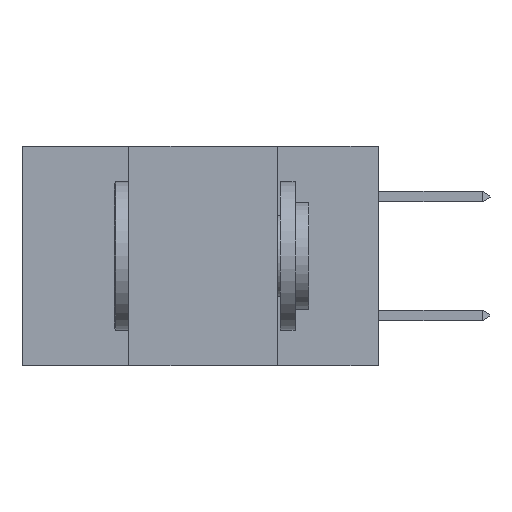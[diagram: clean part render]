
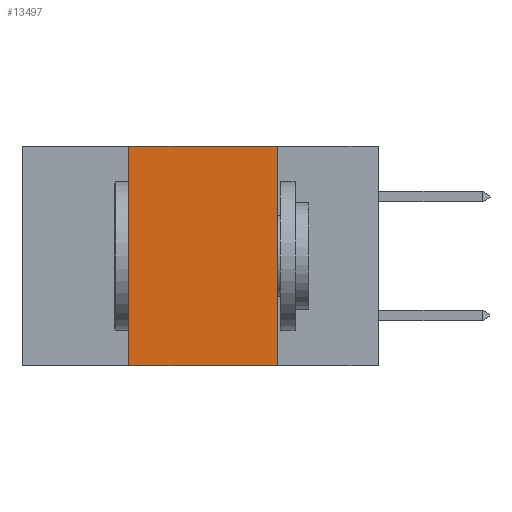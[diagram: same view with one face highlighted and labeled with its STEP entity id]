
A CAD part, left-side view. The second image highlights one B-rep face of the part: STEP entity #13497.
In plain terms, the highlighted planar face has unit normal (-1, 0, 0).
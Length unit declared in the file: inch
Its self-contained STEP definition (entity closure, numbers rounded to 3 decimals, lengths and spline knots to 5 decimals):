
#290 = DIRECTION ( 'NONE',  ( 1., 0., 0. ) ) ;
#380 = VERTEX_POINT ( 'NONE', #11184 ) ;
#514 = ORIENTED_EDGE ( 'NONE', *, *, #20472, .F. ) ;
#702 = VECTOR ( 'NONE', #10105, 39.37008 ) ;
#1043 = DIRECTION ( 'NONE',  ( 0., -1., 0. ) ) ;
#2525 = VERTEX_POINT ( 'NONE', #15144 ) ;
#2540 = LINE ( 'NONE', #12605, #10781 ) ;
#3672 = PLANE ( 'NONE',  #4724 ) ;
#4724 = AXIS2_PLACEMENT_3D ( 'NONE', #7032, #290, #11903 ) ;
#5327 = DIRECTION ( 'NONE',  ( 0., 0., -1. ) ) ;
#5645 = VERTEX_POINT ( 'NONE', #14928 ) ;
#5657 = VECTOR ( 'NONE', #5327, 39.37008 ) ;
#5844 = ORIENTED_EDGE ( 'NONE', *, *, #19382, .F. ) ;
#6630 = ORIENTED_EDGE ( 'NONE', *, *, #19667, .F. ) ;
#6898 = ORIENTED_EDGE ( 'NONE', *, *, #18297, .T. ) ;
#6958 = CARTESIAN_POINT ( 'NONE',  ( 0., 0.6, -0.37 ) ) ;
#7032 = CARTESIAN_POINT ( 'NONE',  ( 0., 0.6, 0. ) ) ;
#8893 = VERTEX_POINT ( 'NONE', #11424 ) ;
#9266 = FACE_OUTER_BOUND ( 'NONE', #12312, .T. ) ;
#10105 = DIRECTION ( 'NONE',  ( 0., -1., 0. ) ) ;
#10781 = VECTOR ( 'NONE', #1043, 39.37008 ) ;
#11184 = CARTESIAN_POINT ( 'NONE',  ( 0., 0.17, 0. ) ) ;
#11424 = CARTESIAN_POINT ( 'NONE',  ( 0., 0.17, -0.37 ) ) ;
#11847 = CARTESIAN_POINT ( 'NONE',  ( 0., 0.42, 0. ) ) ;
#11903 = DIRECTION ( 'NONE',  ( 0., 0., -1. ) ) ;
#12312 = EDGE_LOOP ( 'NONE', ( #514, #6630, #5844, #6898 ) ) ;
#12573 = VECTOR ( 'NONE', #13426, 39.37008 ) ;
#12605 = CARTESIAN_POINT ( 'NONE',  ( 0., 0.6, 0. ) ) ;
#13404 = CARTESIAN_POINT ( 'NONE',  ( 0., 0.17, 0. ) ) ;
#13426 = DIRECTION ( 'NONE',  ( 0., 0., 1. ) ) ;
#13497 = ADVANCED_FACE ( 'NONE', ( #9266 ), #3672, .F. ) ;
#14928 = CARTESIAN_POINT ( 'NONE',  ( 0., 0.42, 0. ) ) ;
#15144 = CARTESIAN_POINT ( 'NONE',  ( 0., 0.42, -0.37 ) ) ;
#16892 = LINE ( 'NONE', #11847, #12573 ) ;
#17194 = LINE ( 'NONE', #6958, #702 ) ;
#18103 = LINE ( 'NONE', #13404, #5657 ) ;
#18297 = EDGE_CURVE ( 'NONE', #2525, #8893, #17194, .T. ) ;
#19382 = EDGE_CURVE ( 'NONE', #2525, #5645, #16892, .T. ) ;
#19667 = EDGE_CURVE ( 'NONE', #5645, #380, #2540, .T. ) ;
#20472 = EDGE_CURVE ( 'NONE', #380, #8893, #18103, .T. ) ;
